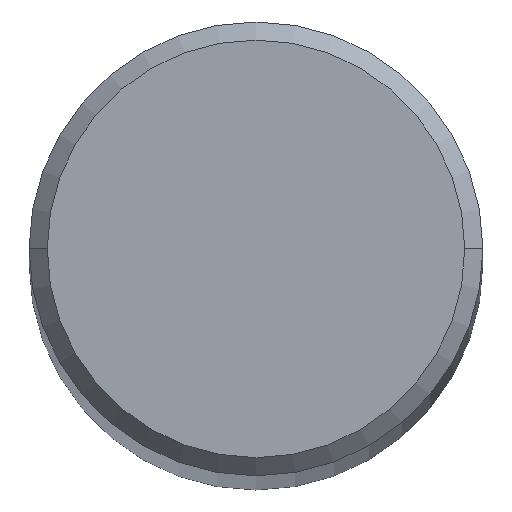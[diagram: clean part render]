
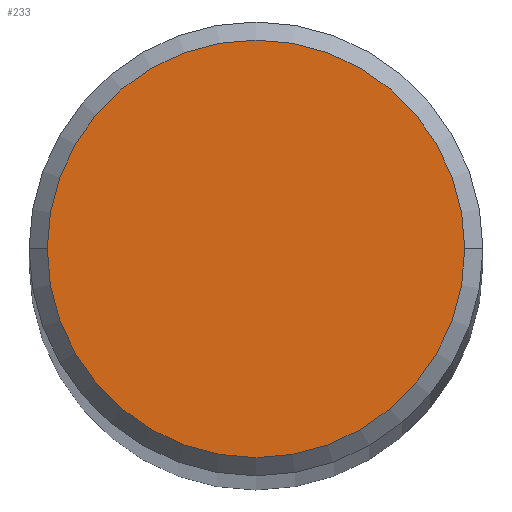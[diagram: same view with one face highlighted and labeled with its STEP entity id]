
A CAD part, top view. The second image highlights one B-rep face of the part: STEP entity #233.
In plain terms, the highlighted planar face has unit normal (0, 0, 1).
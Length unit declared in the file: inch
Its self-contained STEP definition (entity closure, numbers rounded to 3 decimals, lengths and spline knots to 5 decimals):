
#4 = DIRECTION ( 'NONE',  ( 0., 0., 1. ) ) ;
#26 = CARTESIAN_POINT ( 'NONE',  ( 0., 0., 9. ) ) ;
#33 = ORIENTED_EDGE ( 'NONE', *, *, #63, .T. ) ;
#34 = PLANE ( 'NONE',  #147 ) ;
#47 = DIRECTION ( 'NONE',  ( 1., 0., 0. ) ) ;
#53 = DIRECTION ( 'NONE',  ( 0., 0., 1. ) ) ;
#58 = EDGE_CURVE ( 'NONE', #167, #214, #95, .T. ) ;
#63 = EDGE_CURVE ( 'NONE', #214, #167, #149, .T. ) ;
#82 = ORIENTED_EDGE ( 'NONE', *, *, #58, .T. ) ;
#95 = CIRCLE ( 'NONE', #153, 0.46 ) ;
#108 = CARTESIAN_POINT ( 'NONE',  ( -0.46, 0., 9. ) ) ;
#126 = CARTESIAN_POINT ( 'NONE',  ( 0., 0., 9. ) ) ;
#140 = EDGE_LOOP ( 'NONE', ( #33, #82 ) ) ;
#146 = DIRECTION ( 'NONE',  ( 1., 0., 0. ) ) ;
#147 = AXIS2_PLACEMENT_3D ( 'NONE', #168, #53, #189 ) ;
#149 = CIRCLE ( 'NONE', #177, 0.46 ) ;
#153 = AXIS2_PLACEMENT_3D ( 'NONE', #26, #163, #47 ) ;
#163 = DIRECTION ( 'NONE',  ( 0., 0., 1. ) ) ;
#167 = VERTEX_POINT ( 'NONE', #222 ) ;
#168 = CARTESIAN_POINT ( 'NONE',  ( 0., 0., 9. ) ) ;
#177 = AXIS2_PLACEMENT_3D ( 'NONE', #126, #4, #146 ) ;
#189 = DIRECTION ( 'NONE',  ( 1., 0., 0. ) ) ;
#214 = VERTEX_POINT ( 'NONE', #108 ) ;
#222 = CARTESIAN_POINT ( 'NONE',  ( 0.46, 0., 9. ) ) ;
#233 = ADVANCED_FACE ( 'NONE', ( #242 ), #34, .T. ) ;
#242 = FACE_OUTER_BOUND ( 'NONE', #140, .T. ) ;
